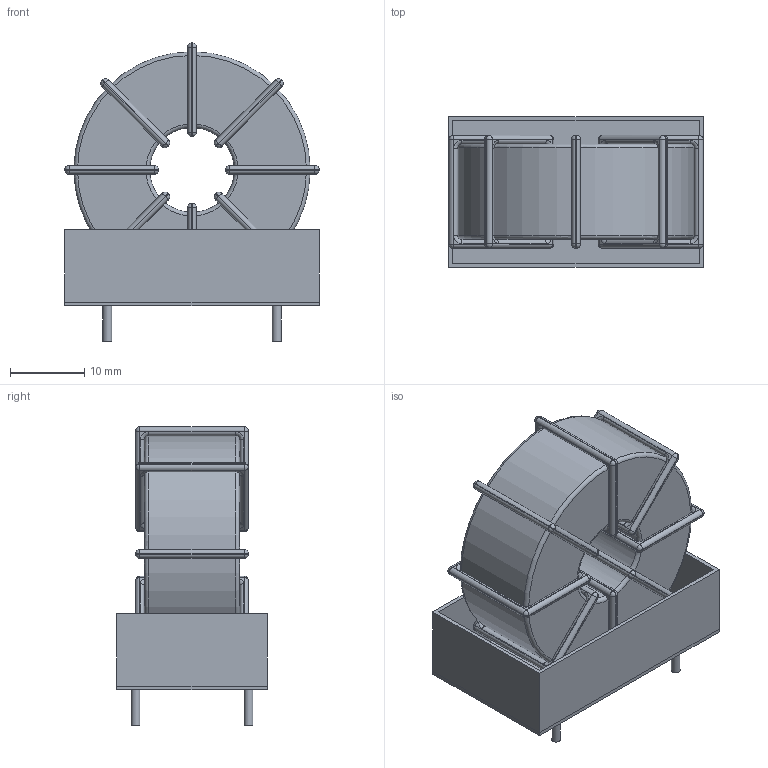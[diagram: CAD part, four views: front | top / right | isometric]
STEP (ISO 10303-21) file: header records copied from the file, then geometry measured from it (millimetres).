
FILE_DESCRIPTION(('FreeCAD Model'),'2;1');
FILE_NAME('L_CommonMode_Toroid_Vertical_L34.3mm_W20.3mm_Px15.24mm_Py22.86mm_Bourns_8100.step','2018-01-10T11:55:08',('kicad StepUp'),('ksu MCAD'), 'Open CASCADE STEP processor 6.8','FreeCAD','Unknown');
FILE_SCHEMA(('AUTOMOTIVE_DESIGN_CC2 { 1 2 10303 214 -1 1 5 4 }'));
Products named in the file (1): L_CommonMode_Toroid_Vertical_L34.3mm_W20.3mm_Px15.24mm_Py22.86mm_ Bourns_8100
Bounding box: 34.29 x 20.32 x 40.24 mm (x, y, z)
Volume: 10297.3 mm3; surface area: 8193.3 mm2
Topology: 2 solids, 4 shells, 468 faces, 1160 edges, 645 vertices
Faces by surface type: cylinder 216, plane 100, torus 88, sphere 64
Full cylindrical faces by diameter (mm): 1.2 x4
Entity records: 42304 total; most frequent: CARTESIAN_POINT 34343, ORIENTED_EDGE 1642, EDGE_CURVE 1096, AXIS2_PLACEMENT_3D 768, VERTEX_POINT 645, FACE_BOUND 490, EDGE_LOOP 489, ADVANCED_FACE 468
